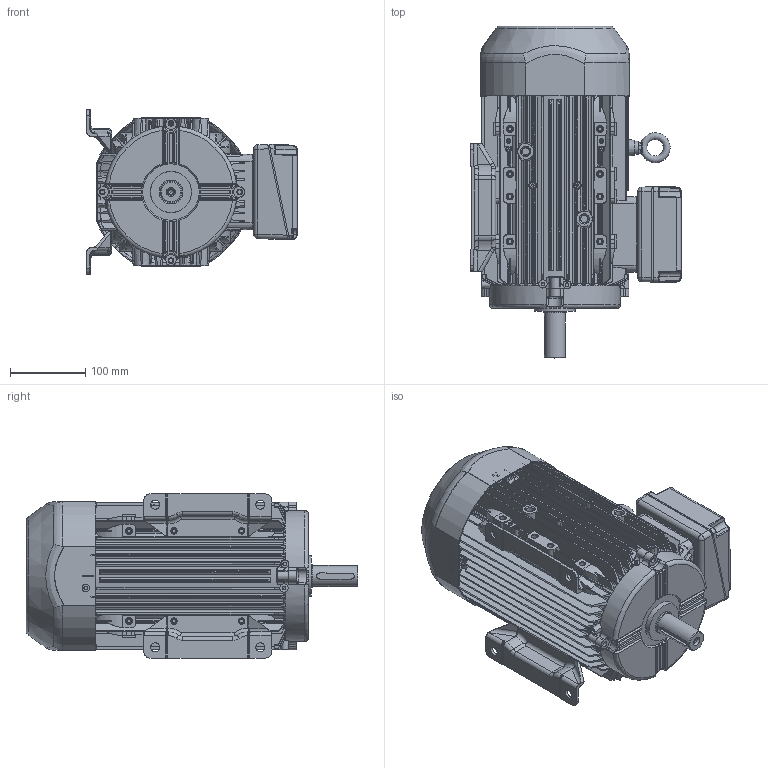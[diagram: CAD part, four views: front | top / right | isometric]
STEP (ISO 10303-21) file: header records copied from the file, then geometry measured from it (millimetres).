
FILE_DESCRIPTION( ( 'Unknown' ), '1' );
FILE_NAME( 'WP-DA112MX B3.stp', 'Unknown', ( 'Unknown' ), ( 'Unknown' ), 'PSStep 17.0.49', 'Unknown', ' ' );
FILE_SCHEMA( ( 'AUTOMOTIVE_DESIGN { 1 0 10303 214 1 1 1 1 }' ) );
Length unit declared in the file: millimetre
Products named in the file (2): 1k24t0049
Bounding box: 280.05 x 442.05 x 218.6 mm (x, y, z)
Volume: 2152847.5 mm3; surface area: 1102987.8 mm2
Topology: 2 solids, 11 shells, 3497 faces, 9077 edges, 5670 vertices
Faces by surface type: plane 1309, cylinder 1033, cone 528, bspline 339, torus 257, sphere 20, extrusion 10, revolution 1
Full cylindrical faces by diameter (mm): 4 x4, 4.5 x4, 5 x13, 5.5 x5, 5.8 x1, 6 x5, 6.2 x15, 6.5 x1, 6.6 x4, 6.8 x1, 7 x8, 7.3 x4, 8 x1, 8.4 x1, 8.45 x4, 10 x3, 11 x8, 12 x6, 17 x1, 28 x1, 29.875 x1, 30.2 x1, 42 x1, 55 x1, 62 x1, 164.77 x1, 171 x3
Entity records: 180454 total; most frequent: CARTESIAN_POINT 71685, ORIENTED_EDGE 17190, DIRECTION 16224, EDGE_CURVE 8595, AXIS2_PLACEMENT_3D 6393, VERTEX_POINT 5571, EDGE_LOOP 4018, FACE_OUTER_BOUND 3602
